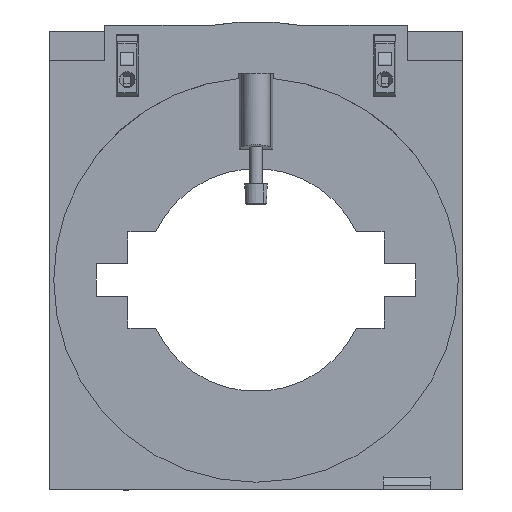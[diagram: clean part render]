
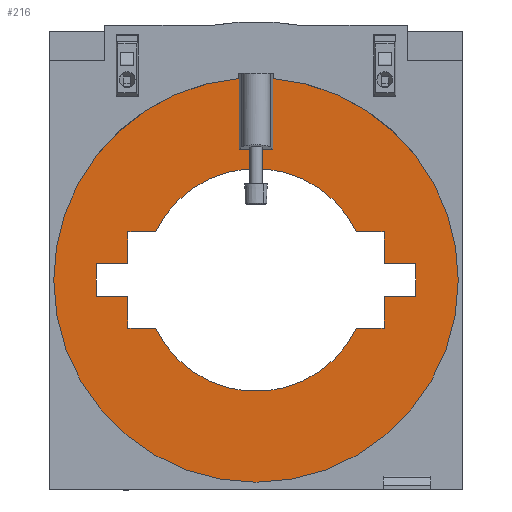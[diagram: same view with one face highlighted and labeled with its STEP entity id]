
A CAD part, front view. The second image highlights one B-rep face of the part: STEP entity #216.
In plain terms, the highlighted planar face has unit normal (0, -1, 0).
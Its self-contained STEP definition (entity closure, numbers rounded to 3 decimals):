
#34=AXIS2_PLACEMENT_3D('Plane Axis2P3D',#31,#32,#33) ;
#47=AXIS2_PLACEMENT_3D('Circle Axis2P3D',#45,#46,$) ;
#54=AXIS2_PLACEMENT_3D('Circle Axis2P3D',#52,#53,$) ;
#61=AXIS2_PLACEMENT_3D('Circle Axis2P3D',#59,#60,$) ;
#132=AXIS2_PLACEMENT_3D('Circle Axis2P3D',#130,#131,$) ;
#188=AXIS2_PLACEMENT_3D('Circle Axis2P3D',#186,#187,$) ;
#31=CARTESIAN_POINT('Axis2P3D Location',(65.,16.5,66.)) ;
#36=CARTESIAN_POINT('Line Origine',(59.725,16.5,118.177)) ;
#40=CARTESIAN_POINT('Vertex',(59.725,16.5,129.344)) ;
#42=CARTESIAN_POINT('Vertex',(59.725,16.5,107.01)) ;
#45=CARTESIAN_POINT('Axis2P3D Location',(65.,16.5,66.)) ;
#49=CARTESIAN_POINT('Vertex',(1.437,16.5,66.)) ;
#52=CARTESIAN_POINT('Axis2P3D Location',(65.,16.5,66.)) ;
#56=CARTESIAN_POINT('Vertex',(128.563,16.5,66.)) ;
#59=CARTESIAN_POINT('Axis2P3D Location',(65.,16.5,66.)) ;
#63=CARTESIAN_POINT('Vertex',(70.275,16.5,129.344)) ;
#66=CARTESIAN_POINT('Line Origine',(70.275,16.5,118.177)) ;
#70=CARTESIAN_POINT('Vertex',(70.275,16.5,107.01)) ;
#73=CARTESIAN_POINT('Line Origine',(65.,16.5,107.01)) ;
#86=CARTESIAN_POINT('Line Origine',(24.75,16.5,55.85)) ;
#90=CARTESIAN_POINT('Vertex',(24.75,16.5,60.85)) ;
#92=CARTESIAN_POINT('Vertex',(24.75,16.5,50.85)) ;
#95=CARTESIAN_POINT('Line Origine',(19.75,16.5,60.85)) ;
#99=CARTESIAN_POINT('Vertex',(14.75,16.5,60.85)) ;
#102=CARTESIAN_POINT('Line Origine',(14.75,16.5,66.)) ;
#106=CARTESIAN_POINT('Vertex',(14.75,16.5,71.15)) ;
#109=CARTESIAN_POINT('Line Origine',(19.75,16.5,71.15)) ;
#113=CARTESIAN_POINT('Vertex',(24.75,16.5,71.15)) ;
#116=CARTESIAN_POINT('Line Origine',(24.75,16.5,76.15)) ;
#120=CARTESIAN_POINT('Vertex',(24.75,16.5,81.15)) ;
#123=CARTESIAN_POINT('Line Origine',(29.099,16.5,81.15)) ;
#127=CARTESIAN_POINT('Vertex',(33.449,16.5,81.15)) ;
#130=CARTESIAN_POINT('Axis2P3D Location',(65.,16.5,66.)) ;
#134=CARTESIAN_POINT('Vertex',(96.551,16.5,81.15)) ;
#137=CARTESIAN_POINT('Line Origine',(100.901,16.5,81.15)) ;
#141=CARTESIAN_POINT('Vertex',(105.25,16.5,81.15)) ;
#144=CARTESIAN_POINT('Line Origine',(105.25,16.5,76.15)) ;
#148=CARTESIAN_POINT('Vertex',(105.25,16.5,71.15)) ;
#151=CARTESIAN_POINT('Line Origine',(110.25,16.5,71.15)) ;
#155=CARTESIAN_POINT('Vertex',(115.25,16.5,71.15)) ;
#158=CARTESIAN_POINT('Line Origine',(115.25,16.5,66.)) ;
#162=CARTESIAN_POINT('Vertex',(115.25,16.5,60.85)) ;
#165=CARTESIAN_POINT('Line Origine',(110.25,16.5,60.85)) ;
#169=CARTESIAN_POINT('Vertex',(105.25,16.5,60.85)) ;
#172=CARTESIAN_POINT('Line Origine',(105.25,16.5,55.85)) ;
#176=CARTESIAN_POINT('Vertex',(105.25,16.5,50.85)) ;
#179=CARTESIAN_POINT('Line Origine',(100.901,16.5,50.85)) ;
#183=CARTESIAN_POINT('Vertex',(96.551,16.5,50.85)) ;
#186=CARTESIAN_POINT('Axis2P3D Location',(65.,16.5,66.)) ;
#190=CARTESIAN_POINT('Vertex',(33.449,16.5,50.85)) ;
#193=CARTESIAN_POINT('Line Origine',(29.099,16.5,50.85)) ;
#32=DIRECTION('Axis2P3D Direction',(0.,-1.,0.)) ;
#33=DIRECTION('Axis2P3D XDirection',(1.,0.,0.)) ;
#37=DIRECTION('Vector Direction',(0.,0.,-1.)) ;
#46=DIRECTION('Axis2P3D Direction',(0.,-1.,0.)) ;
#53=DIRECTION('Axis2P3D Direction',(0.,-1.,0.)) ;
#60=DIRECTION('Axis2P3D Direction',(0.,-1.,0.)) ;
#67=DIRECTION('Vector Direction',(0.,0.,-1.)) ;
#74=DIRECTION('Vector Direction',(-1.,0.,0.)) ;
#87=DIRECTION('Vector Direction',(0.,0.,-1.)) ;
#96=DIRECTION('Vector Direction',(1.,0.,0.)) ;
#103=DIRECTION('Vector Direction',(0.,0.,-1.)) ;
#110=DIRECTION('Vector Direction',(-1.,0.,0.)) ;
#117=DIRECTION('Vector Direction',(0.,0.,-1.)) ;
#124=DIRECTION('Vector Direction',(-1.,0.,0.)) ;
#131=DIRECTION('Axis2P3D Direction',(0.,-1.,0.)) ;
#138=DIRECTION('Vector Direction',(-1.,0.,0.)) ;
#145=DIRECTION('Vector Direction',(0.,0.,1.)) ;
#152=DIRECTION('Vector Direction',(-1.,0.,0.)) ;
#159=DIRECTION('Vector Direction',(0.,0.,1.)) ;
#166=DIRECTION('Vector Direction',(1.,0.,0.)) ;
#173=DIRECTION('Vector Direction',(0.,0.,1.)) ;
#180=DIRECTION('Vector Direction',(1.,0.,0.)) ;
#187=DIRECTION('Axis2P3D Direction',(0.,-1.,0.)) ;
#194=DIRECTION('Vector Direction',(1.,0.,0.)) ;
#38=VECTOR('Line Direction',#37,1.) ;
#68=VECTOR('Line Direction',#67,1.) ;
#75=VECTOR('Line Direction',#74,1.) ;
#88=VECTOR('Line Direction',#87,1.) ;
#97=VECTOR('Line Direction',#96,1.) ;
#104=VECTOR('Line Direction',#103,1.) ;
#111=VECTOR('Line Direction',#110,1.) ;
#118=VECTOR('Line Direction',#117,1.) ;
#125=VECTOR('Line Direction',#124,1.) ;
#139=VECTOR('Line Direction',#138,1.) ;
#146=VECTOR('Line Direction',#145,1.) ;
#153=VECTOR('Line Direction',#152,1.) ;
#160=VECTOR('Line Direction',#159,1.) ;
#167=VECTOR('Line Direction',#166,1.) ;
#174=VECTOR('Line Direction',#173,1.) ;
#181=VECTOR('Line Direction',#180,1.) ;
#195=VECTOR('Line Direction',#194,1.) ;
#79=ORIENTED_EDGE('',*,*,#44,.F.) ;
#80=ORIENTED_EDGE('',*,*,#51,.T.) ;
#81=ORIENTED_EDGE('',*,*,#58,.T.) ;
#82=ORIENTED_EDGE('',*,*,#65,.T.) ;
#83=ORIENTED_EDGE('',*,*,#72,.T.) ;
#84=ORIENTED_EDGE('',*,*,#77,.T.) ;
#199=ORIENTED_EDGE('',*,*,#94,.F.) ;
#200=ORIENTED_EDGE('',*,*,#101,.F.) ;
#201=ORIENTED_EDGE('',*,*,#108,.F.) ;
#202=ORIENTED_EDGE('',*,*,#115,.F.) ;
#203=ORIENTED_EDGE('',*,*,#122,.F.) ;
#204=ORIENTED_EDGE('',*,*,#129,.F.) ;
#205=ORIENTED_EDGE('',*,*,#136,.F.) ;
#206=ORIENTED_EDGE('',*,*,#143,.F.) ;
#207=ORIENTED_EDGE('',*,*,#150,.F.) ;
#208=ORIENTED_EDGE('',*,*,#157,.F.) ;
#209=ORIENTED_EDGE('',*,*,#164,.F.) ;
#210=ORIENTED_EDGE('',*,*,#171,.F.) ;
#211=ORIENTED_EDGE('',*,*,#178,.F.) ;
#212=ORIENTED_EDGE('',*,*,#185,.F.) ;
#213=ORIENTED_EDGE('',*,*,#192,.F.) ;
#214=ORIENTED_EDGE('',*,*,#197,.F.) ;
#215=FACE_BOUND('',#198,.T.) ;
#216=ADVANCED_FACE('STROMWANDLER',(#85,#215),#35,.T.) ;
#48=CIRCLE('generated circle',#47,63.563) ;
#55=CIRCLE('generated circle',#54,63.563) ;
#62=CIRCLE('generated circle',#61,63.563) ;
#133=CIRCLE('generated circle',#132,35.) ;
#189=CIRCLE('generated circle',#188,35.) ;
#44=EDGE_CURVE('',#41,#43,#39,.T.) ;
#51=EDGE_CURVE('',#41,#50,#48,.T.) ;
#58=EDGE_CURVE('',#50,#57,#55,.T.) ;
#65=EDGE_CURVE('',#57,#64,#62,.T.) ;
#72=EDGE_CURVE('',#64,#71,#69,.T.) ;
#77=EDGE_CURVE('',#71,#43,#76,.T.) ;
#94=EDGE_CURVE('',#91,#93,#89,.T.) ;
#101=EDGE_CURVE('',#100,#91,#98,.T.) ;
#108=EDGE_CURVE('',#107,#100,#105,.T.) ;
#115=EDGE_CURVE('',#114,#107,#112,.T.) ;
#122=EDGE_CURVE('',#121,#114,#119,.T.) ;
#129=EDGE_CURVE('',#128,#121,#126,.T.) ;
#136=EDGE_CURVE('',#135,#128,#133,.T.) ;
#143=EDGE_CURVE('',#142,#135,#140,.T.) ;
#150=EDGE_CURVE('',#149,#142,#147,.T.) ;
#157=EDGE_CURVE('',#156,#149,#154,.T.) ;
#164=EDGE_CURVE('',#163,#156,#161,.T.) ;
#171=EDGE_CURVE('',#170,#163,#168,.T.) ;
#178=EDGE_CURVE('',#177,#170,#175,.T.) ;
#185=EDGE_CURVE('',#184,#177,#182,.T.) ;
#192=EDGE_CURVE('',#191,#184,#189,.T.) ;
#197=EDGE_CURVE('',#93,#191,#196,.T.) ;
#78=EDGE_LOOP('',(#79,#80,#81,#82,#83,#84)) ;
#198=EDGE_LOOP('',(#199,#200,#201,#202,#203,#204,#205,#206,#207,#208,#209,#210,#211,#212,#213,#214)) ;
#85=FACE_OUTER_BOUND('',#78,.T.) ;
#39=LINE('Line',#36,#38) ;
#69=LINE('Line',#66,#68) ;
#76=LINE('Line',#73,#75) ;
#89=LINE('Line',#86,#88) ;
#98=LINE('Line',#95,#97) ;
#105=LINE('Line',#102,#104) ;
#112=LINE('Line',#109,#111) ;
#119=LINE('Line',#116,#118) ;
#126=LINE('Line',#123,#125) ;
#140=LINE('Line',#137,#139) ;
#147=LINE('Line',#144,#146) ;
#154=LINE('Line',#151,#153) ;
#161=LINE('Line',#158,#160) ;
#168=LINE('Line',#165,#167) ;
#175=LINE('Line',#172,#174) ;
#182=LINE('Line',#179,#181) ;
#196=LINE('Line',#193,#195) ;
#35=PLANE('',#34) ;
#41=VERTEX_POINT('',#40) ;
#43=VERTEX_POINT('',#42) ;
#50=VERTEX_POINT('',#49) ;
#57=VERTEX_POINT('',#56) ;
#64=VERTEX_POINT('',#63) ;
#71=VERTEX_POINT('',#70) ;
#91=VERTEX_POINT('',#90) ;
#93=VERTEX_POINT('',#92) ;
#100=VERTEX_POINT('',#99) ;
#107=VERTEX_POINT('',#106) ;
#114=VERTEX_POINT('',#113) ;
#121=VERTEX_POINT('',#120) ;
#128=VERTEX_POINT('',#127) ;
#135=VERTEX_POINT('',#134) ;
#142=VERTEX_POINT('',#141) ;
#149=VERTEX_POINT('',#148) ;
#156=VERTEX_POINT('',#155) ;
#163=VERTEX_POINT('',#162) ;
#170=VERTEX_POINT('',#169) ;
#177=VERTEX_POINT('',#176) ;
#184=VERTEX_POINT('',#183) ;
#191=VERTEX_POINT('',#190) ;
